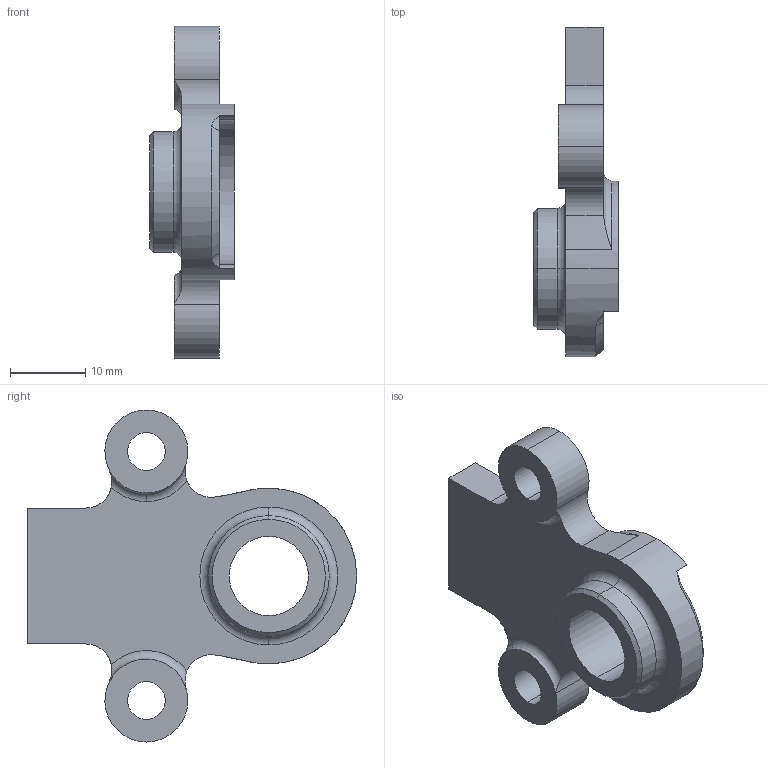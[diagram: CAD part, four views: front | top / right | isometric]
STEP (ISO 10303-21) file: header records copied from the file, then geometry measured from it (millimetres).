
FILE_DESCRIPTION (( 'STEP AP214' ), '1' );
FILE_NAME ('DR2060T.STEP', '2018-06-27T22:36:51', ( 'JeffCAD' ), ( 'Microsoft' ), 'SwSTEP 2.0', 'SolidWorks 2018', '' );
FILE_SCHEMA (( 'AUTOMOTIVE_DESIGN' ));
Length unit declared in the file: millimetre
Products named in the file (1): DR2060T
Bounding box: 11.25 x 43.64 x 44 mm (x, y, z)
Volume: 5577.4 mm3; surface area: 3576.3 mm2
Topology: 1 solids, 1 shells, 51 faces, 131 edges, 84 vertices
Faces by surface type: cylinder 25, plane 13, cone 7, torus 6
Entity records: 1692 total; most frequent: CARTESIAN_POINT 349, DIRECTION 302, ORIENTED_EDGE 262, EDGE_CURVE 131, AXIS2_PLACEMENT_3D 127, VERTEX_POINT 84, CIRCLE 75, EDGE_LOOP 59
